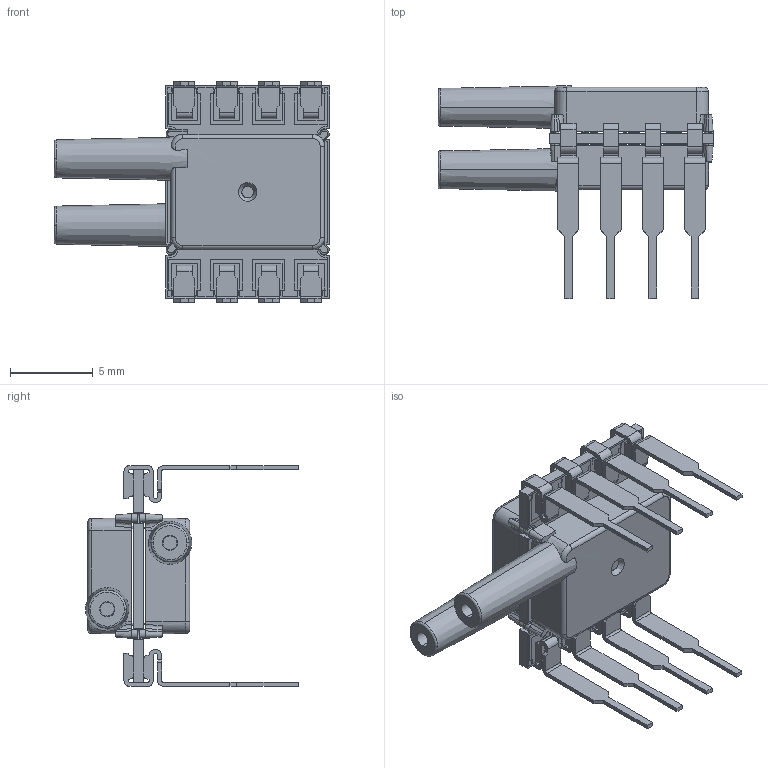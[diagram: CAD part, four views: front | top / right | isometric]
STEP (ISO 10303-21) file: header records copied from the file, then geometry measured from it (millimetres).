
FILE_DESCRIPTION (( 'STEP AP203' ), '1' );
FILE_NAME ('HJJD.STEP', '2021-06-14T19:55:48', ( '' ), ( '' ), 'SwSTEP 2.0', 'SolidWorks 2010', '' );
FILE_SCHEMA (( 'CONFIG_CONTROL_DESIGN' ));
Length unit declared in the file: inch
Products named in the file (4): HJJD; AS01-06-023_DIP for ELV; ceramic-DIP; AS01-01-053 Rev B1
Assembly tree (11 placements, depth 2):
  HJJD
    AS01-06-023_DIP for ELV  x8
    ceramic-DIP
    AS01-01-053 Rev B1  x2
Bounding box: 16.61 x 12.83 x 13.3 mm (x, y, z)
Volume: 515.2 mm3; surface area: 1560.7 mm2
Topology: 14 solids, 15 shells, 886 faces, 2434 edges, 1610 vertices
Faces by surface type: plane 592, cylinder 196, cone 42, bspline 38, torus 18
Entity records: 16052 total; most frequent: CARTESIAN_POINT 3617, ORIENTED_EDGE 2524, DIRECTION 2340, EDGE_CURVE 1262, LINE 952, VECTOR 952, VERTEX_POINT 835, AXIS2_PLACEMENT_3D 694
